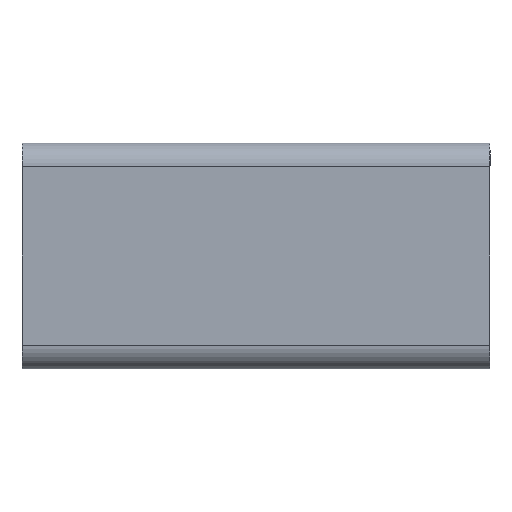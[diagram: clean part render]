
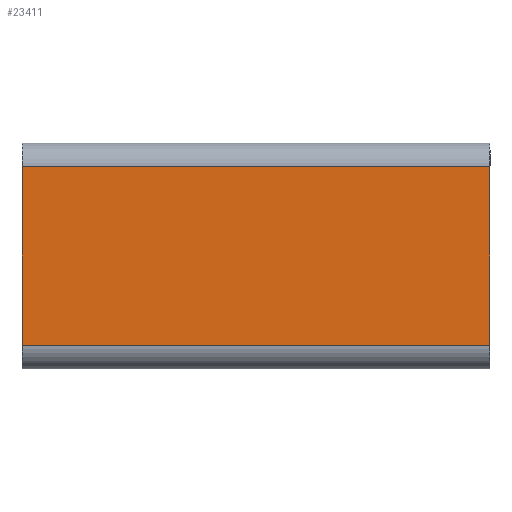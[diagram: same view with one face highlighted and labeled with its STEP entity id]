
A CAD part, front view. The second image highlights one B-rep face of the part: STEP entity #23411.
In plain terms, the highlighted planar face has unit normal (0, -1, 0).
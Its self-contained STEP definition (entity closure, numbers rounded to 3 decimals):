
#475 = DIRECTION ( 'NONE',  ( 0., 1., 0. ) ) ;
#1684 = DIRECTION ( 'NONE',  ( 0., 0., -1. ) ) ;
#3069 = EDGE_CURVE ( 'NONE', #8133, #16330, #12481, .T. ) ;
#3128 = LINE ( 'NONE', #3301, #30453 ) ;
#3263 = FACE_OUTER_BOUND ( 'NONE', #23060, .T. ) ;
#3301 = CARTESIAN_POINT ( 'NONE',  ( 43.5, -4.4, 16.6 ) ) ;
#4412 = CARTESIAN_POINT ( 'NONE',  ( 43.5, -4.4, 16.6 ) ) ;
#4891 = ORIENTED_EDGE ( 'NONE', *, *, #18644, .F. ) ;
#6714 = VECTOR ( 'NONE', #1684, 1000. ) ;
#8133 = VERTEX_POINT ( 'NONE', #4412 ) ;
#9250 = DIRECTION ( 'NONE',  ( -1., 0., 0. ) ) ;
#10331 = CARTESIAN_POINT ( 'NONE',  ( -43.5, -4.4, 16.6 ) ) ;
#12356 = CARTESIAN_POINT ( 'NONE',  ( 43.5, -4.4, -16.6 ) ) ;
#12481 = LINE ( 'NONE', #27129, #6714 ) ;
#14113 = VECTOR ( 'NONE', #9250, 1000. ) ;
#14556 = CARTESIAN_POINT ( 'NONE',  ( 43.5, -4.4, 16.6 ) ) ;
#14632 = LINE ( 'NONE', #18144, #14113 ) ;
#16330 = VERTEX_POINT ( 'NONE', #12356 ) ;
#18144 = CARTESIAN_POINT ( 'NONE',  ( 43.5, -4.4, -16.6 ) ) ;
#18542 = ORIENTED_EDGE ( 'NONE', *, *, #24644, .T. ) ;
#18644 = EDGE_CURVE ( 'NONE', #16330, #33266, #14632, .T. ) ;
#21271 = CARTESIAN_POINT ( 'NONE',  ( -43.5, -4.4, 16.6 ) ) ;
#21679 = DIRECTION ( 'NONE',  ( 0., 0., -1. ) ) ;
#21810 = VECTOR ( 'NONE', #21679, 1000. ) ;
#23060 = EDGE_LOOP ( 'NONE', ( #23433, #18542, #4891, #32178 ) ) ;
#23081 = VERTEX_POINT ( 'NONE', #21271 ) ;
#23411 = ADVANCED_FACE ( 'NONE', ( #3263 ), #34741, .F. ) ;
#23433 = ORIENTED_EDGE ( 'NONE', *, *, #34572, .T. ) ;
#23535 = CARTESIAN_POINT ( 'NONE',  ( -43.5, -4.4, -16.6 ) ) ;
#24644 = EDGE_CURVE ( 'NONE', #23081, #33266, #35742, .T. ) ;
#25910 = DIRECTION ( 'NONE',  ( -1., 0., 0. ) ) ;
#26263 = DIRECTION ( 'NONE',  ( 0., 0., 1. ) ) ;
#27129 = CARTESIAN_POINT ( 'NONE',  ( 43.5, -4.4, 16.6 ) ) ;
#28846 = AXIS2_PLACEMENT_3D ( 'NONE', #14556, #475, #26263 ) ;
#30453 = VECTOR ( 'NONE', #25910, 1000. ) ;
#32178 = ORIENTED_EDGE ( 'NONE', *, *, #3069, .F. ) ;
#33266 = VERTEX_POINT ( 'NONE', #23535 ) ;
#34572 = EDGE_CURVE ( 'NONE', #8133, #23081, #3128, .T. ) ;
#34741 = PLANE ( 'NONE',  #28846 ) ;
#35742 = LINE ( 'NONE', #10331, #21810 ) ;
